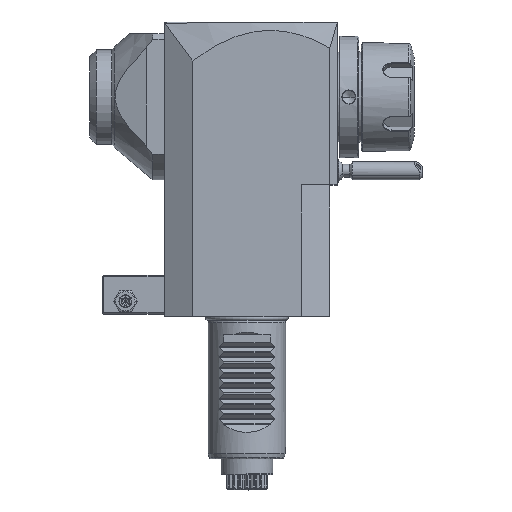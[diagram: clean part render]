
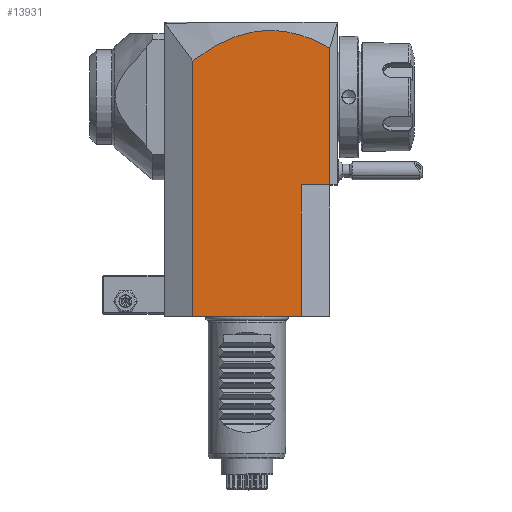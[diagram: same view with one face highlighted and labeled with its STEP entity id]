
A CAD part, top view. The second image highlights one B-rep face of the part: STEP entity #13931.
In plain terms, the highlighted planar face has unit normal (0, 0, 1).
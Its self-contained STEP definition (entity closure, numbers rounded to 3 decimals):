
#29=DIRECTION('',(-1.,0.,0.));
#30=VECTOR('',#29,42.);
#31=CARTESIAN_POINT('',(21.,0.,32.));
#32=LINE('',#31,#30);
#285=DIRECTION('',(0.,1.,0.));
#286=VECTOR('',#285,51.);
#287=CARTESIAN_POINT('',(21.,0.,32.));
#288=LINE('',#287,#286);
#297=DIRECTION('',(1.,0.,0.));
#298=VECTOR('',#297,11.);
#299=CARTESIAN_POINT('',(21.,51.,32.));
#300=LINE('',#299,#298);
#690=CARTESIAN_POINT('',(-21.,98.907,32.));
#691=CARTESIAN_POINT('',(-16.774,102.25,32.));
#692=CARTESIAN_POINT('',(-8.233,107.551,32.));
#693=CARTESIAN_POINT('',(2.677,110.613,32.));
#694=CARTESIAN_POINT('',(11.551,110.816,32.));
#695=CARTESIAN_POINT('',(18.282,109.806,32.));
#696=CARTESIAN_POINT('',(25.093,107.588,32.));
#697=CARTESIAN_POINT('',(29.688,105.266,32.));
#698=CARTESIAN_POINT('',(32.,103.883,32.));
#700=DIRECTION('',(0.,-1.,0.));
#701=VECTOR('',#700,52.883);
#702=CARTESIAN_POINT('',(32.,103.883,32.));
#703=LINE('',#702,#701);
#704=DIRECTION('',(0.,-1.,0.));
#705=VECTOR('',#704,98.907);
#706=CARTESIAN_POINT('',(-21.,98.907,32.));
#707=LINE('',#706,#705);
#12390=VERTEX_POINT('',#690);
#12391=VERTEX_POINT('',#698);
#12392=CARTESIAN_POINT('',(32.,51.,32.));
#12393=VERTEX_POINT('',#12392);
#12455=CARTESIAN_POINT('',(21.,51.,32.));
#12456=VERTEX_POINT('',#12455);
#12834=CARTESIAN_POINT('',(-21.,0.,32.));
#12836=VERTEX_POINT('',#12834);
#12881=CARTESIAN_POINT('',(21.,0.,32.));
#12883=VERTEX_POINT('',#12881);
#13917=CARTESIAN_POINT('',(-35.103,51.,32.));
#13918=DIRECTION('',(0.,0.,1.));
#13919=DIRECTION('',(1.,0.,0.));
#13920=AXIS2_PLACEMENT_3D('',#13917,#13918,#13919);
#13921=PLANE('',#13920);
#13922=ORIENTED_EDGE('',*,*,#13273,.F.);
#13923=ORIENTED_EDGE('',*,*,#13240,.T.);
#13925=ORIENTED_EDGE('',*,*,#13924,.F.);
#13926=ORIENTED_EDGE('',*,*,#13908,.T.);
#13927=ORIENTED_EDGE('',*,*,#13309,.T.);
#13928=ORIENTED_EDGE('',*,*,#13296,.F.);
#13929=EDGE_LOOP('',(#13922,#13923,#13925,#13926,#13927,#13928));
#13930=FACE_OUTER_BOUND('',#13929,.F.);
#699=B_SPLINE_CURVE_WITH_KNOTS('',3,(#690,#691,#692,#693,#694,#695,#696,#697,
#698),.UNSPECIFIED.,.F.,.F.,(4,1,1,1,1,1,4),(0.,0.25,0.5,0.625,0.75,
0.875,1.),.UNSPECIFIED.);
#13240=EDGE_CURVE('',#12883,#12836,#32,.T.);
#13273=EDGE_CURVE('',#12883,#12456,#288,.T.);
#13296=EDGE_CURVE('',#12456,#12393,#300,.T.);
#13309=EDGE_CURVE('',#12391,#12393,#703,.T.);
#13908=EDGE_CURVE('',#12390,#12391,#699,.T.);
#13924=EDGE_CURVE('',#12390,#12836,#707,.T.);
#13931=ADVANCED_FACE('',(#13930),#13921,.T.);
